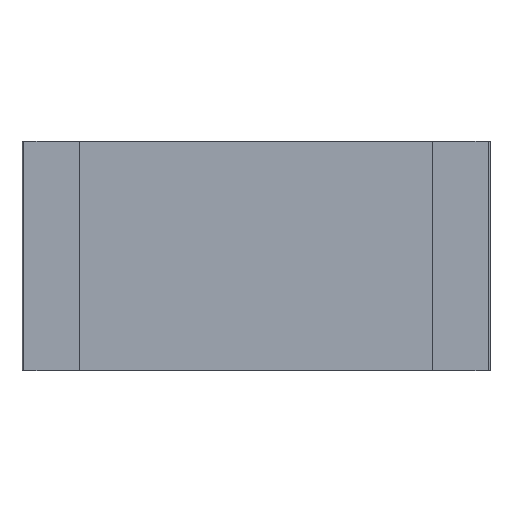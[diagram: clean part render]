
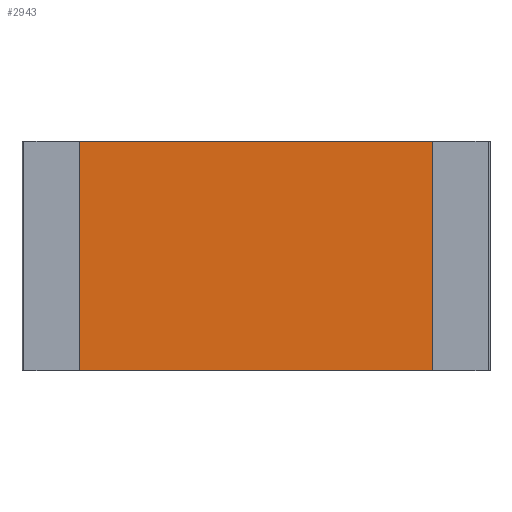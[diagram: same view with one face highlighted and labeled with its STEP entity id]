
A CAD part, top view. The second image highlights one B-rep face of the part: STEP entity #2943.
In plain terms, the highlighted free-form (B-spline) face has degree [1, 1] with [2, 2] control points.
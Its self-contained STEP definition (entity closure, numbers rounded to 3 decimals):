
#2842 = VERTEX_POINT('',#2843);
#2843 = CARTESIAN_POINT('',(-0.728,-0.472,0.217));
#2849 = B_SPLINE_SURFACE_WITH_KNOTS('',1,1,(
    (#2850,#2851)
    ,(#2852,#2853
    )),.UNSPECIFIED.,.F.,.F.,.F.,(2,2),(2,2),(-0.05,0.),(-2.4,
    0.),.PIECEWISE_BEZIER_KNOTS.);
#2850 = CARTESIAN_POINT('',(-0.728,0.472,0.217));
#2851 = CARTESIAN_POINT('',(-0.728,-0.472,0.217));
#2852 = CARTESIAN_POINT('',(-0.728,0.472,0.197));
#2853 = CARTESIAN_POINT('',(-0.728,-0.472,0.197));
#2860 = B_SPLINE_SURFACE_WITH_KNOTS('',1,1,(
    (#2861,#2862)
    ,(#2863,#2864
    )),.UNSPECIFIED.,.F.,.F.,.F.,(2,2),(2,2),(-0.05,0.),(0.
    ,3.7),.PIECEWISE_BEZIER_KNOTS.);
#2861 = CARTESIAN_POINT('',(-0.728,-0.472,0.217));
#2862 = CARTESIAN_POINT('',(0.728,-0.472,0.217));
#2863 = CARTESIAN_POINT('',(-0.728,-0.472,0.197));
#2864 = CARTESIAN_POINT('',(0.728,-0.472,0.197));
#2871 = EDGE_CURVE('',#2842,#2872,#2874,.T.);
#2872 = VERTEX_POINT('',#2873);
#2873 = CARTESIAN_POINT('',(-0.728,0.472,0.217));
#2874 = SURFACE_CURVE('',#2875,(#2878,#2884),.PCURVE_S1.);
#2875 = B_SPLINE_CURVE_WITH_KNOTS('',1,(#2876,#2877),.UNSPECIFIED.,.F.,
  .F.,(2,2),(0.,2.4),.PIECEWISE_BEZIER_KNOTS.);
#2876 = CARTESIAN_POINT('',(-0.728,-0.472,0.217));
#2877 = CARTESIAN_POINT('',(-0.728,0.472,0.217));
#2878 = PCURVE('',#2849,#2879);
#2879 = DEFINITIONAL_REPRESENTATION('',(#2880),#2883);
#2880 = B_SPLINE_CURVE_WITH_KNOTS('',1,(#2881,#2882),.UNSPECIFIED.,.F.,
  .F.,(2,2),(0.,2.4),.PIECEWISE_BEZIER_KNOTS.);
#2881 = CARTESIAN_POINT('',(-0.05,0.));
#2882 = CARTESIAN_POINT('',(-0.05,-2.4));
#2883 = ( GEOMETRIC_REPRESENTATION_CONTEXT(2) 
PARAMETRIC_REPRESENTATION_CONTEXT() REPRESENTATION_CONTEXT('2D SPACE',''
  ) );
#2884 = PCURVE('',#2885,#2890);
#2885 = B_SPLINE_SURFACE_WITH_KNOTS('',1,1,(
    (#2886,#2887)
    ,(#2888,#2889
  )),.UNSPECIFIED.,.F.,.F.,.F.,(2,2),(2,2),(0.,3.7),(0.,2.4),
  .PIECEWISE_BEZIER_KNOTS.);
#2886 = CARTESIAN_POINT('',(-0.728,-0.472,0.217));
#2887 = CARTESIAN_POINT('',(-0.728,0.472,0.217));
#2888 = CARTESIAN_POINT('',(0.728,-0.472,0.217));
#2889 = CARTESIAN_POINT('',(0.728,0.472,0.217));
#2890 = DEFINITIONAL_REPRESENTATION('',(#2891),#2894);
#2891 = B_SPLINE_CURVE_WITH_KNOTS('',1,(#2892,#2893),.UNSPECIFIED.,.F.,
  .F.,(2,2),(0.,2.4),.PIECEWISE_BEZIER_KNOTS.);
#2892 = CARTESIAN_POINT('',(0.,0.));
#2893 = CARTESIAN_POINT('',(0.,2.4));
#2894 = ( GEOMETRIC_REPRESENTATION_CONTEXT(2) 
PARAMETRIC_REPRESENTATION_CONTEXT() REPRESENTATION_CONTEXT('2D SPACE',''
  ) );
#2910 = B_SPLINE_SURFACE_WITH_KNOTS('',1,1,(
    (#2911,#2912)
    ,(#2913,#2914
    )),.UNSPECIFIED.,.F.,.F.,.F.,(2,2),(2,2),(0.,0.05),(0.,
    3.7),.PIECEWISE_BEZIER_KNOTS.);
#2911 = CARTESIAN_POINT('',(-0.728,0.472,0.197));
#2912 = CARTESIAN_POINT('',(0.728,0.472,0.197));
#2913 = CARTESIAN_POINT('',(-0.728,0.472,0.217));
#2914 = CARTESIAN_POINT('',(0.728,0.472,0.217));
#2943 = ADVANCED_FACE('',(#2944),#2885,.T.);
#2944 = FACE_BOUND('',#2945,.T.);
#2945 = EDGE_LOOP('',(#2946,#2966,#2991,#3009));
#2946 = ORIENTED_EDGE('',*,*,#2947,.T.);
#2947 = EDGE_CURVE('',#2842,#2948,#2950,.T.);
#2948 = VERTEX_POINT('',#2949);
#2949 = CARTESIAN_POINT('',(0.728,-0.472,0.217));
#2950 = SURFACE_CURVE('',#2951,(#2954,#2960),.PCURVE_S1.);
#2951 = B_SPLINE_CURVE_WITH_KNOTS('',1,(#2952,#2953),.UNSPECIFIED.,.F.,
  .F.,(2,2),(0.05,3.75),.PIECEWISE_BEZIER_KNOTS.);
#2952 = CARTESIAN_POINT('',(-0.728,-0.472,0.217));
#2953 = CARTESIAN_POINT('',(0.728,-0.472,0.217));
#2954 = PCURVE('',#2885,#2955);
#2955 = DEFINITIONAL_REPRESENTATION('',(#2956),#2959);
#2956 = B_SPLINE_CURVE_WITH_KNOTS('',1,(#2957,#2958),.UNSPECIFIED.,.F.,
  .F.,(2,2),(0.05,3.75),.PIECEWISE_BEZIER_KNOTS.);
#2957 = CARTESIAN_POINT('',(0.,0.));
#2958 = CARTESIAN_POINT('',(3.7,0.));
#2959 = ( GEOMETRIC_REPRESENTATION_CONTEXT(2) 
PARAMETRIC_REPRESENTATION_CONTEXT() REPRESENTATION_CONTEXT('2D SPACE',''
  ) );
#2960 = PCURVE('',#2860,#2961);
#2961 = DEFINITIONAL_REPRESENTATION('',(#2962),#2965);
#2962 = B_SPLINE_CURVE_WITH_KNOTS('',1,(#2963,#2964),.UNSPECIFIED.,.F.,
  .F.,(2,2),(0.05,3.75),.PIECEWISE_BEZIER_KNOTS.);
#2963 = CARTESIAN_POINT('',(-0.05,0.));
#2964 = CARTESIAN_POINT('',(-0.05,3.7));
#2965 = ( GEOMETRIC_REPRESENTATION_CONTEXT(2) 
PARAMETRIC_REPRESENTATION_CONTEXT() REPRESENTATION_CONTEXT('2D SPACE',''
  ) );
#2966 = ORIENTED_EDGE('',*,*,#2967,.T.);
#2967 = EDGE_CURVE('',#2948,#2968,#2970,.T.);
#2968 = VERTEX_POINT('',#2969);
#2969 = CARTESIAN_POINT('',(0.728,0.472,0.217));
#2970 = SURFACE_CURVE('',#2971,(#2974,#2980),.PCURVE_S1.);
#2971 = B_SPLINE_CURVE_WITH_KNOTS('',1,(#2972,#2973),.UNSPECIFIED.,.F.,
  .F.,(2,2),(0.,2.4),.PIECEWISE_BEZIER_KNOTS.);
#2972 = CARTESIAN_POINT('',(0.728,-0.472,0.217));
#2973 = CARTESIAN_POINT('',(0.728,0.472,0.217));
#2974 = PCURVE('',#2885,#2975);
#2975 = DEFINITIONAL_REPRESENTATION('',(#2976),#2979);
#2976 = B_SPLINE_CURVE_WITH_KNOTS('',1,(#2977,#2978),.UNSPECIFIED.,.F.,
  .F.,(2,2),(0.,2.4),.PIECEWISE_BEZIER_KNOTS.);
#2977 = CARTESIAN_POINT('',(3.7,0.));
#2978 = CARTESIAN_POINT('',(3.7,2.4));
#2979 = ( GEOMETRIC_REPRESENTATION_CONTEXT(2) 
PARAMETRIC_REPRESENTATION_CONTEXT() REPRESENTATION_CONTEXT('2D SPACE',''
  ) );
#2980 = PCURVE('',#2981,#2986);
#2981 = B_SPLINE_SURFACE_WITH_KNOTS('',1,1,(
    (#2982,#2983)
    ,(#2984,#2985
    )),.UNSPECIFIED.,.F.,.F.,.F.,(2,2),(2,2),(-0.05,0.),(-2.4,
    0.),.PIECEWISE_BEZIER_KNOTS.);
#2982 = CARTESIAN_POINT('',(0.728,0.472,0.197));
#2983 = CARTESIAN_POINT('',(0.728,-0.472,0.197));
#2984 = CARTESIAN_POINT('',(0.728,0.472,0.217));
#2985 = CARTESIAN_POINT('',(0.728,-0.472,0.217));
#2986 = DEFINITIONAL_REPRESENTATION('',(#2987),#2990);
#2987 = B_SPLINE_CURVE_WITH_KNOTS('',1,(#2988,#2989),.UNSPECIFIED.,.F.,
  .F.,(2,2),(0.,2.4),.PIECEWISE_BEZIER_KNOTS.);
#2988 = CARTESIAN_POINT('',(0.,0.));
#2989 = CARTESIAN_POINT('',(0.,-2.4));
#2990 = ( GEOMETRIC_REPRESENTATION_CONTEXT(2) 
PARAMETRIC_REPRESENTATION_CONTEXT() REPRESENTATION_CONTEXT('2D SPACE',''
  ) );
#2991 = ORIENTED_EDGE('',*,*,#2992,.T.);
#2992 = EDGE_CURVE('',#2968,#2872,#2993,.T.);
#2993 = SURFACE_CURVE('',#2994,(#2997,#3003),.PCURVE_S1.);
#2994 = B_SPLINE_CURVE_WITH_KNOTS('',1,(#2995,#2996),.UNSPECIFIED.,.F.,
  .F.,(2,2),(-3.75,-0.05),.PIECEWISE_BEZIER_KNOTS.);
#2995 = CARTESIAN_POINT('',(0.728,0.472,0.217));
#2996 = CARTESIAN_POINT('',(-0.728,0.472,0.217));
#2997 = PCURVE('',#2885,#2998);
#2998 = DEFINITIONAL_REPRESENTATION('',(#2999),#3002);
#2999 = B_SPLINE_CURVE_WITH_KNOTS('',1,(#3000,#3001),.UNSPECIFIED.,.F.,
  .F.,(2,2),(-3.75,-0.05),.PIECEWISE_BEZIER_KNOTS.);
#3000 = CARTESIAN_POINT('',(3.7,2.4));
#3001 = CARTESIAN_POINT('',(0.,2.4));
#3002 = ( GEOMETRIC_REPRESENTATION_CONTEXT(2) 
PARAMETRIC_REPRESENTATION_CONTEXT() REPRESENTATION_CONTEXT('2D SPACE',''
  ) );
#3003 = PCURVE('',#2910,#3004);
#3004 = DEFINITIONAL_REPRESENTATION('',(#3005),#3008);
#3005 = B_SPLINE_CURVE_WITH_KNOTS('',1,(#3006,#3007),.UNSPECIFIED.,.F.,
  .F.,(2,2),(-3.75,-0.05),.PIECEWISE_BEZIER_KNOTS.);
#3006 = CARTESIAN_POINT('',(0.05,3.7));
#3007 = CARTESIAN_POINT('',(0.05,0.));
#3008 = ( GEOMETRIC_REPRESENTATION_CONTEXT(2) 
PARAMETRIC_REPRESENTATION_CONTEXT() REPRESENTATION_CONTEXT('2D SPACE',''
  ) );
#3009 = ORIENTED_EDGE('',*,*,#2871,.F.);
